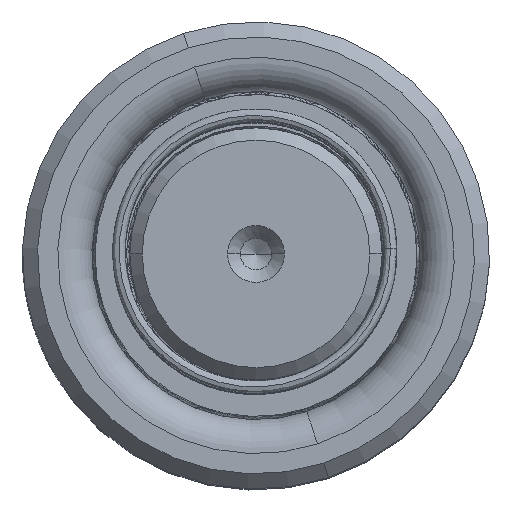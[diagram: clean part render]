
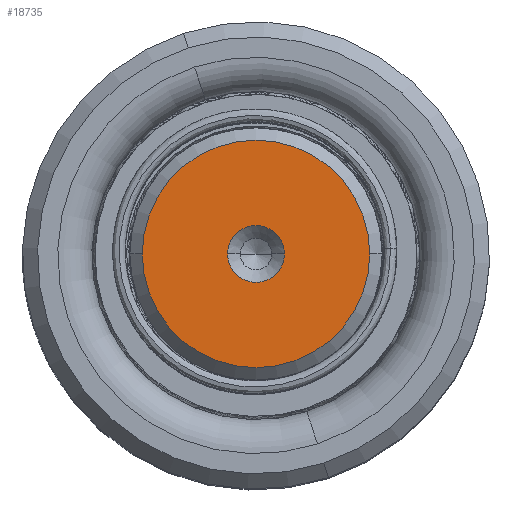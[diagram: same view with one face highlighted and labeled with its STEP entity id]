
A CAD part, top view. The second image highlights one B-rep face of the part: STEP entity #18735.
In plain terms, the highlighted planar face has unit normal (0, 0, 1).
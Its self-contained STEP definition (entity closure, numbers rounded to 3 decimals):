
#238 = DIRECTION ( 'NONE',  ( 1., 0., 0. ) ) ;
#3655 = VERTEX_POINT ( 'NONE', #31507 ) ;
#8490 = CARTESIAN_POINT ( 'NONE',  ( 9.009, 0., 120. ) ) ;
#9455 = CARTESIAN_POINT ( 'NONE',  ( -9.009, 0., 120. ) ) ;
#9626 = CARTESIAN_POINT ( 'NONE',  ( 0., 0., 120. ) ) ;
#9737 = DIRECTION ( 'NONE',  ( 0., 0., 1. ) ) ;
#10003 = EDGE_CURVE ( 'NONE', #14956, #26632, #21497, .T. ) ;
#10641 = ORIENTED_EDGE ( 'NONE', *, *, #16873, .F. ) ;
#12212 = EDGE_LOOP ( 'NONE', ( #12852, #32105 ) ) ;
#12526 = DIRECTION ( 'NONE',  ( 1., 0., 0. ) ) ;
#12737 = DIRECTION ( 'NONE',  ( 1., 0., 0. ) ) ;
#12852 = ORIENTED_EDGE ( 'NONE', *, *, #25954, .T. ) ;
#14564 = DIRECTION ( 'NONE',  ( 0., 0., 1. ) ) ;
#14690 = DIRECTION ( 'NONE',  ( 1., 0., 0. ) ) ;
#14956 = VERTEX_POINT ( 'NONE', #8490 ) ;
#15678 = CIRCLE ( 'NONE', #22314, 2.25 ) ;
#16873 = EDGE_CURVE ( 'NONE', #28131, #3655, #37180, .T. ) ;
#17818 = AXIS2_PLACEMENT_3D ( 'NONE', #30465, #32932, #238 ) ;
#18735 = ADVANCED_FACE ( 'NONE', ( #36654, #28745 ), #30058, .T. ) ;
#20188 = EDGE_CURVE ( 'NONE', #3655, #28131, #15678, .T. ) ;
#21497 = CIRCLE ( 'NONE', #31120, 9.009 ) ;
#22314 = AXIS2_PLACEMENT_3D ( 'NONE', #35699, #24392, #12526 ) ;
#24364 = DIRECTION ( 'NONE',  ( 1., 0., 0. ) ) ;
#24392 = DIRECTION ( 'NONE',  ( 0., 0., 1. ) ) ;
#24459 = CARTESIAN_POINT ( 'NONE',  ( 2.25, 0., 120. ) ) ;
#25954 = EDGE_CURVE ( 'NONE', #26632, #14956, #28746, .T. ) ;
#26409 = AXIS2_PLACEMENT_3D ( 'NONE', #9626, #33583, #24364 ) ;
#26632 = VERTEX_POINT ( 'NONE', #9455 ) ;
#28131 = VERTEX_POINT ( 'NONE', #24459 ) ;
#28745 = FACE_OUTER_BOUND ( 'NONE', #12212, .T. ) ;
#28746 = CIRCLE ( 'NONE', #26409, 9.009 ) ;
#29473 = AXIS2_PLACEMENT_3D ( 'NONE', #30431, #9737, #12737 ) ;
#30058 = PLANE ( 'NONE',  #17818 ) ;
#30174 = ORIENTED_EDGE ( 'NONE', *, *, #20188, .F. ) ;
#30431 = CARTESIAN_POINT ( 'NONE',  ( 0., 0., 120. ) ) ;
#30465 = CARTESIAN_POINT ( 'NONE',  ( 0., 0., 120. ) ) ;
#31084 = EDGE_LOOP ( 'NONE', ( #10641, #30174 ) ) ;
#31120 = AXIS2_PLACEMENT_3D ( 'NONE', #35740, #14564, #14690 ) ;
#31507 = CARTESIAN_POINT ( 'NONE',  ( -2.25, 0., 120. ) ) ;
#32105 = ORIENTED_EDGE ( 'NONE', *, *, #10003, .T. ) ;
#32932 = DIRECTION ( 'NONE',  ( 0., 0., 1. ) ) ;
#33583 = DIRECTION ( 'NONE',  ( 0., 0., 1. ) ) ;
#35699 = CARTESIAN_POINT ( 'NONE',  ( 0., 0., 120. ) ) ;
#35740 = CARTESIAN_POINT ( 'NONE',  ( 0., 0., 120. ) ) ;
#36654 = FACE_BOUND ( 'NONE', #31084, .T. ) ;
#37180 = CIRCLE ( 'NONE', #29473, 2.25 ) ;
